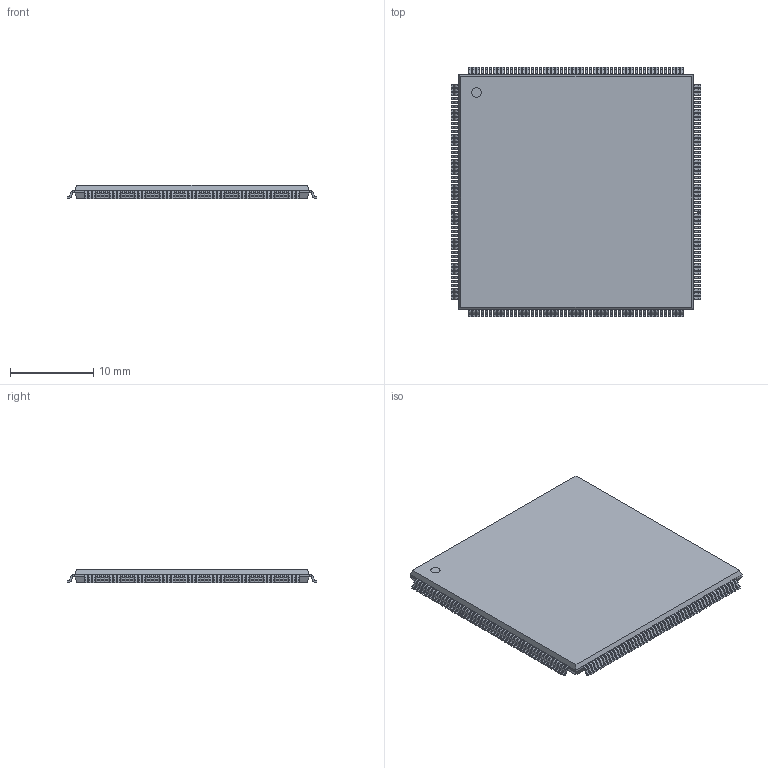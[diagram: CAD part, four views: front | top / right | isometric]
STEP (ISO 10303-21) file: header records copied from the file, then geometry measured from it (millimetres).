
FILE_DESCRIPTION(('STEP AP214'),'1');
FILE_NAME('LQFP-208','2025-03-01T04:59:23',(''),(''),'','','');
FILE_SCHEMA(('AUTOMOTIVE_DESIGN'));
Length unit declared in the file: millimetre
Products named in the file (1): product
Bounding box: 29.99 x 29.99 x 1.6 mm (x, y, z)
Volume: 1231.9 mm3; surface area: 2035.4 mm2
Topology: 210 solids, 210 shells, 2929 faces, 7519 edges, 5010 vertices
Faces by surface type: plane 2096, cylinder 833
Full cylindrical faces by diameter (mm): 1.128 x1
Entity records: 84589 total; most frequent: DIRECTION 15046, ORIENTED_EDGE 15036, CARTESIAN_POINT 8775, EDGE_CURVE 7518, LINE 5852, VECTOR 5852, VERTEX_POINT 5010, AXIS2_PLACEMENT_3D 4597
